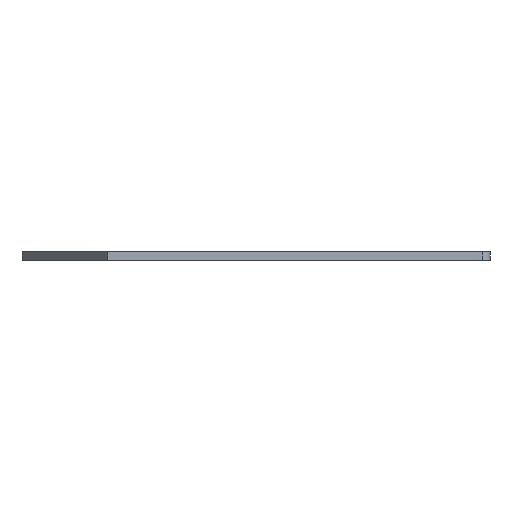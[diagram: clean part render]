
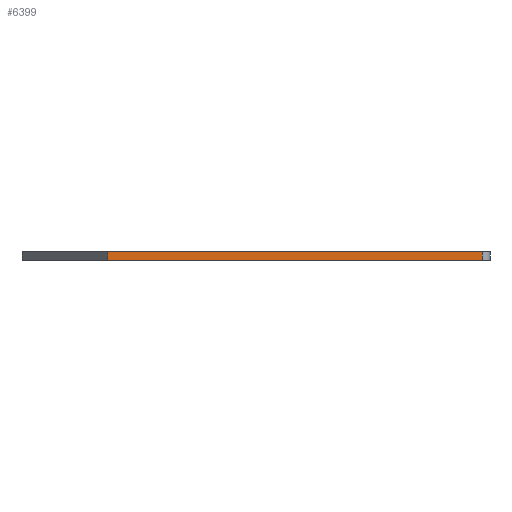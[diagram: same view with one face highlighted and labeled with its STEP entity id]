
A CAD part, front view. The second image highlights one B-rep face of the part: STEP entity #6399.
In plain terms, the highlighted planar face has unit normal (0, -1, 0).
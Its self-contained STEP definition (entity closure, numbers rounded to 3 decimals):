
#297 = VERTEX_POINT('',#298);
#298 = CARTESIAN_POINT('',(43.755,-31.019,0.));
#305 = EDGE_CURVE('',#297,#306,#308,.T.);
#306 = VERTEX_POINT('',#307);
#307 = CARTESIAN_POINT('',(-28.642,-31.028,0.));
#308 = LINE('',#309,#310);
#309 = CARTESIAN_POINT('',(43.755,-31.019,0.));
#310 = VECTOR('',#311,1.);
#311 = DIRECTION('',(-1.,0.,0.));
#3307 = VERTEX_POINT('',#3308);
#3308 = CARTESIAN_POINT('',(43.755,-31.019,1.6));
#3315 = EDGE_CURVE('',#3307,#3316,#3318,.T.);
#3316 = VERTEX_POINT('',#3317);
#3317 = CARTESIAN_POINT('',(-28.642,-31.028,1.6));
#3318 = LINE('',#3319,#3320);
#3319 = CARTESIAN_POINT('',(43.755,-31.019,1.6));
#3320 = VECTOR('',#3321,1.);
#3321 = DIRECTION('',(-1.,0.,0.));
#6369 = EDGE_CURVE('',#306,#3316,#6370,.T.);
#6370 = LINE('',#6371,#6372);
#6371 = CARTESIAN_POINT('',(-28.642,-31.028,0.));
#6372 = VECTOR('',#6373,1.);
#6373 = DIRECTION('',(0.,0.,1.));
#6399 = ADVANCED_FACE('',(#6400),#6411,.T.);
#6400 = FACE_BOUND('',#6401,.T.);
#6401 = EDGE_LOOP('',(#6402,#6408,#6409,#6410));
#6402 = ORIENTED_EDGE('',*,*,#6403,.T.);
#6403 = EDGE_CURVE('',#297,#3307,#6404,.T.);
#6404 = LINE('',#6405,#6406);
#6405 = CARTESIAN_POINT('',(43.755,-31.019,0.));
#6406 = VECTOR('',#6407,1.);
#6407 = DIRECTION('',(0.,0.,1.));
#6408 = ORIENTED_EDGE('',*,*,#3315,.T.);
#6409 = ORIENTED_EDGE('',*,*,#6369,.F.);
#6410 = ORIENTED_EDGE('',*,*,#305,.F.);
#6411 = PLANE('',#6412);
#6412 = AXIS2_PLACEMENT_3D('',#6413,#6414,#6415);
#6413 = CARTESIAN_POINT('',(43.755,-31.019,0.));
#6414 = DIRECTION('',(0.,-1.,0.));
#6415 = DIRECTION('',(-1.,0.,0.));
